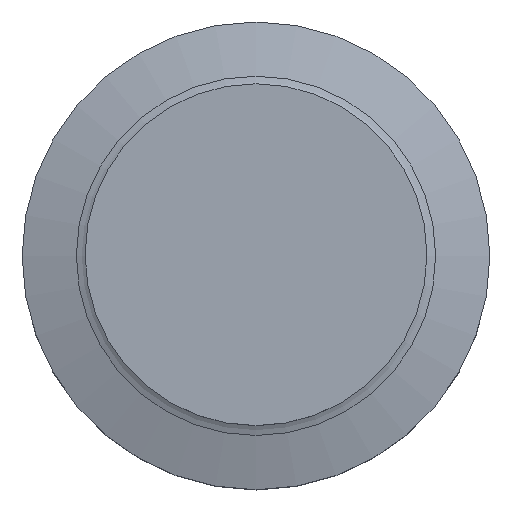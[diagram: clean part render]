
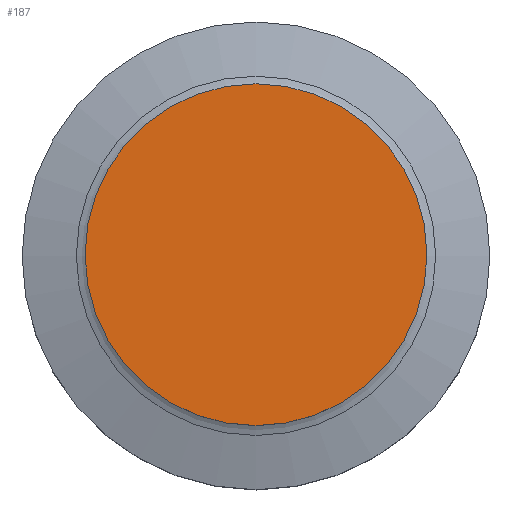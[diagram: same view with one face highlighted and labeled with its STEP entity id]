
A CAD part, top view. The second image highlights one B-rep face of the part: STEP entity #187.
In plain terms, the highlighted planar face has unit normal (0, 0, 1).
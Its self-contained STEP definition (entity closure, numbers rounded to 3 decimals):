
#187=ADVANCED_FACE('',(#194),#192,.T.);
#192=PLANE('',#411);
#194=FACE_OUTER_BOUND('',#242,.T.);
#242=EDGE_LOOP('',(#290));
#290=ORIENTED_EDGE('',*,*,#338,.F.);
#314=VERTEX_POINT('',#608);
#338=EDGE_CURVE('',#314,#314,#362,.T.);
#362=CIRCLE('',#409,4.75);
#409=AXIS2_PLACEMENT_3D('',#607,#504,#505);
#411=AXIS2_PLACEMENT_3D('',#610,#508,#509);
#504=DIRECTION('',(0.,0.,-1.));
#505=DIRECTION('',(-1.,0.,0.));
#508=DIRECTION('',(0.,0.,1.));
#509=DIRECTION('',(1.,0.,0.));
#607=CARTESIAN_POINT('',(0.,0.,28.));
#608=CARTESIAN_POINT('',(-4.75,0.,28.));
#610=CARTESIAN_POINT('',(4.75,0.,28.));
